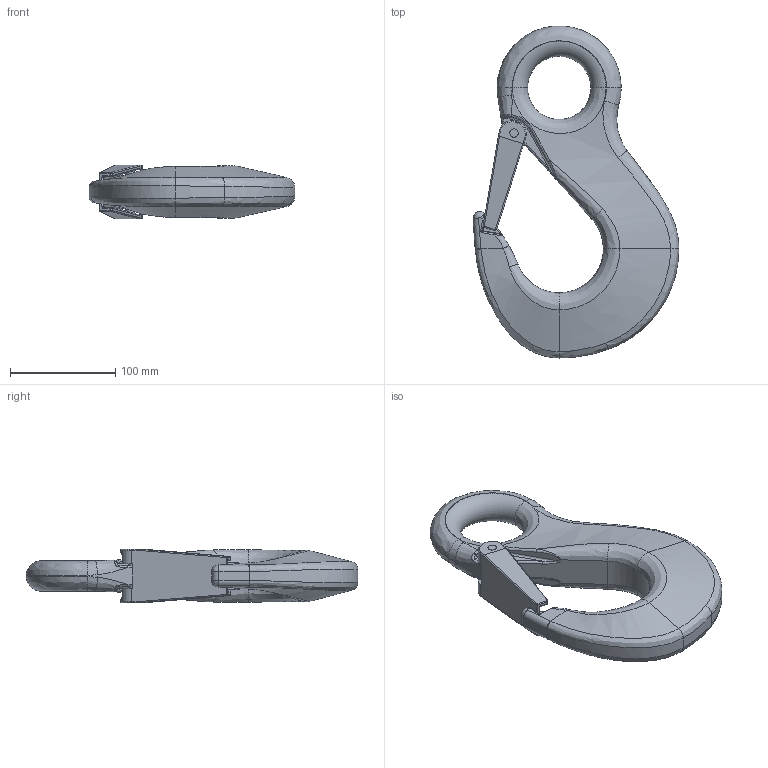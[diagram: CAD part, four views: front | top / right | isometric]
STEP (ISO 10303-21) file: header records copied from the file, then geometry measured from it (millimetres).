
FILE_DESCRIPTION(/* description */ (''),/* implementation_level */ '2;1');
FILE_NAME(/* name */ 'HSW 22 Kundenmodell',/* time_stamp */ '2009-07-23T14:23:48+02:00',/* author */ (''),/* organization */ (''),/* preprocessor_version */ 'ST-DEVELOPER v9',/* originating_system */ 'UGS - NX 4.0',/* authorisation */ '');
FILE_SCHEMA (('AUTOMOTIVE_DESIGN { 1 0 10303 214 1 1 1 1 }'));
Length unit declared in the file: millimetre
Products named in the file (1): ritA23E7x07
Bounding box: 195.98 x 315.95 x 51 mm (x, y, z)
Volume: 995956.5 mm3; surface area: 107267.5 mm2
Topology: 2 solids, 2 shells, 253 faces, 581 edges, 326 vertices
Faces by surface type: cylinder 89, bspline 88, plane 43, torus 21, sphere 10, extrusion 2
Full cylindrical faces by diameter (mm): 8 x4
Entity records: 12788 total; most frequent: CARTESIAN_POINT 7829, ORIENTED_EDGE 1134, DIRECTION 898, EDGE_CURVE 567, AXIS2_PLACEMENT_3D 363, VERTEX_POINT 322, EDGE_LOOP 263, ADVANCED_FACE 253
